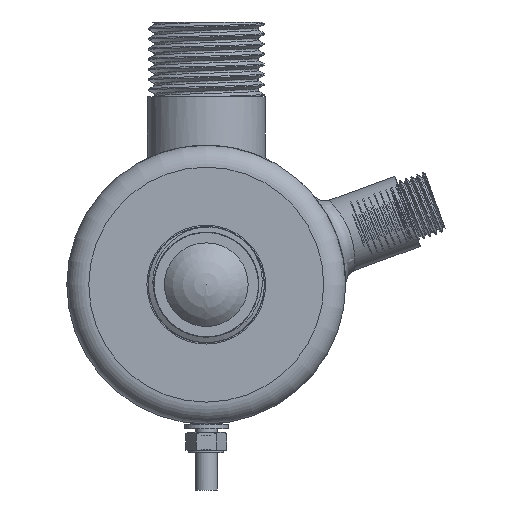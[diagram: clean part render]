
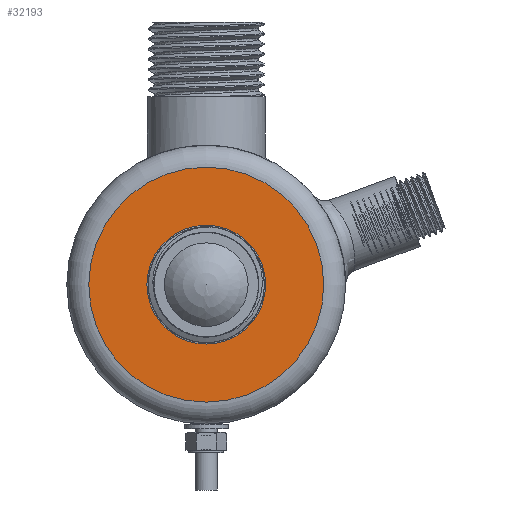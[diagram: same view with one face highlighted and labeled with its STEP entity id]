
A CAD part, left-side view. The second image highlights one B-rep face of the part: STEP entity #32193.
In plain terms, the highlighted planar face has unit normal (-1, 0, 0).
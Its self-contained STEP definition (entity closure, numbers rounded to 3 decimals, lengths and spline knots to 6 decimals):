
#3590=PLANE('',#34481);
#7657=ORIENTED_EDGE('',*,*,#18116,.T.);
#7658=ORIENTED_EDGE('',*,*,#18115,.F.);
#18115=EDGE_CURVE('',#23345,#23345,#26858,.T.);
#18116=EDGE_CURVE('',#23346,#23346,#26859,.T.);
#23345=VERTEX_POINT('',#41661);
#23346=VERTEX_POINT('',#41664);
#26858=CIRCLE('',#34480,0.02675);
#26859=CIRCLE('',#34482,0.013525);
#27466=EDGE_LOOP('',(#7657));
#27467=EDGE_LOOP('',(#7658));
#29708=FACE_BOUND('',#27466,.T.);
#29709=FACE_BOUND('',#27467,.T.);
#32193=ADVANCED_FACE('',(#29708,#29709),#3590,.T.);
#34480=AXIS2_PLACEMENT_3D('',#41660,#36372,#36373);
#34481=AXIS2_PLACEMENT_3D('',#41662,#36374,#36375);
#34482=AXIS2_PLACEMENT_3D('',#41663,#36376,#36377);
#36372=DIRECTION('',(1.,0.,0.));
#36373=DIRECTION('',(0.,0.,-1.));
#36374=DIRECTION('',(-1.,0.,0.));
#36375=DIRECTION('',(0.,0.,1.));
#36376=DIRECTION('',(1.,0.,0.));
#36377=DIRECTION('',(0.,0.,-1.));
#41660=CARTESIAN_POINT('',(-0.262,0.,0.));
#41661=CARTESIAN_POINT('',(-0.262,0.,-0.02675));
#41662=CARTESIAN_POINT('',(-0.262,0.,0.020138));
#41663=CARTESIAN_POINT('',(-0.262,0.,0.));
#41664=CARTESIAN_POINT('',(-0.262,0.,-0.013525));
